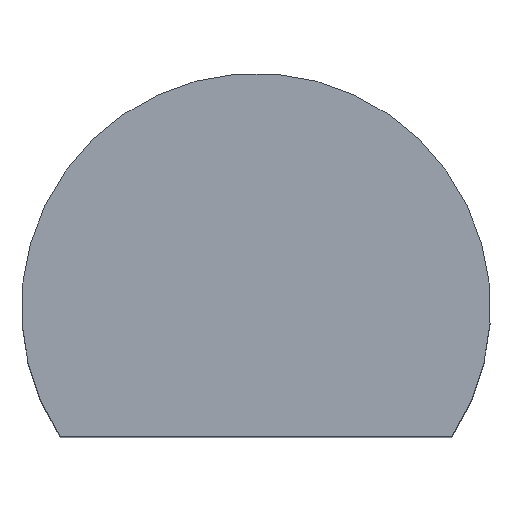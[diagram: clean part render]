
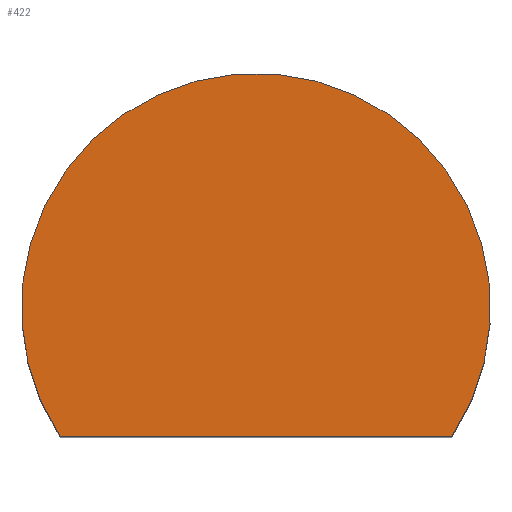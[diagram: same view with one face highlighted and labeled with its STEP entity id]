
A CAD part, top view. The second image highlights one B-rep face of the part: STEP entity #422.
In plain terms, the highlighted planar face has unit normal (0, 0, 1).
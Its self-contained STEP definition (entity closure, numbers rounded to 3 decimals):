
#13=DIRECTION('',(0.,0.,1.));
#168=VECTOR('',#169,1.);
#169=DIRECTION('',(1.,0.,0.));
#202=DIRECTION('',(-1.,0.,0.));
#234=DIRECTION('',(0.,0.,-1.));
#282=VERTEX_POINT('',#283);
#283=CARTESIAN_POINT('',(-0.746,-1.33,7.3));
#286=ORIENTED_EDGE('',*,*,#287,.T.);
#287=EDGE_CURVE('',#282,#288,#290,.T.);
#288=VERTEX_POINT('',#289);
#289=CARTESIAN_POINT('',(3.286,-1.33,7.3));
#290=LINE('',#283,#168);
#300=ORIENTED_EDGE('',*,*,#301,.T.);
#301=EDGE_CURVE('',#288,#282,#302,.T.);
#302=CIRCLE('',#303,2.415);
#303=AXIS2_PLACEMENT_3D('',#304,#13,#169);
#304=CARTESIAN_POINT('',(1.27,0.,7.3));
#422=ADVANCED_FACE('',(#423),#425,.F.);
#423=FACE_BOUND('',#424,.T.);
#424=EDGE_LOOP('',(#286,#300));
#425=PLANE('',#426);
#426=AXIS2_PLACEMENT_3D('',#283,#234,#202);
